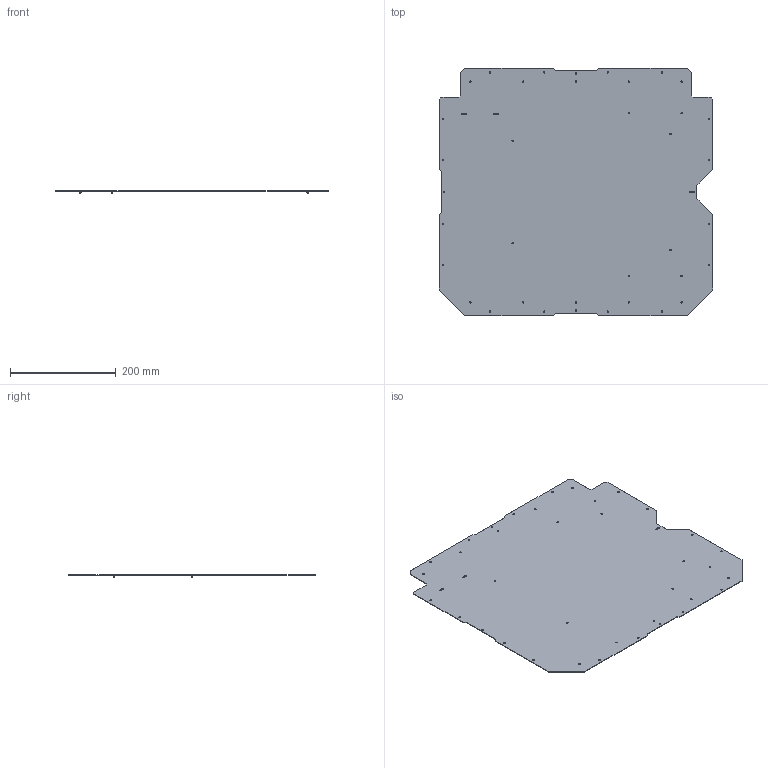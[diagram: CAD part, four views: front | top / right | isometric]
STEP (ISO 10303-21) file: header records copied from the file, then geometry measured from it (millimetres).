
FILE_DESCRIPTION(/* description */ (''),/* implementation_level */ '2;1');
FILE_NAME(/* name */ 'Bottom_panel.stp',/* time_stamp */ '2022-06-16T11:00:37+02:00',/* author */ ('inventor'),/* organization */ (''),/* preprocessor_version */ 'ST-DEVELOPER v18.1',/* originating_system */ 'Autodesk Inventor 2021',/* authorisation */ '');
FILE_SCHEMA (('AUTOMOTIVE_DESIGN { 1 0 10303 214 3 1 1 }'));
Length unit declared in the file: millimetre
Products named in the file (1): Bottom_panel
Bounding box: 518 x 468 x 4 mm (x, y, z)
Volume: 232952.1 mm3; surface area: 468530.6 mm2
Topology: 1 solids, 1 shells, 195 faces, 483 edges, 318 vertices
Faces by surface type: plane 102, cylinder 93
Full cylindrical faces by diameter (mm): 2.5 x34, 3.3 x3, 3.6 x33, 3.65 x1
Entity records: 6040 total; most frequent: DIRECTION 1061, CARTESIAN_POINT 997, ORIENTED_EDGE 966, EDGE_CURVE 483, AXIS2_PLACEMENT_3D 382, VERTEX_POINT 318, EDGE_LOOP 309, LINE 297
